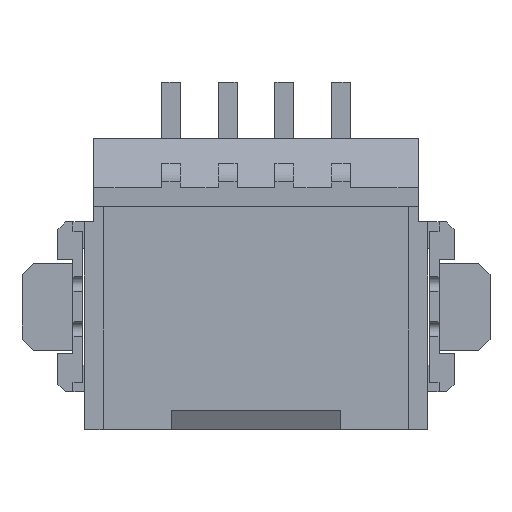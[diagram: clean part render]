
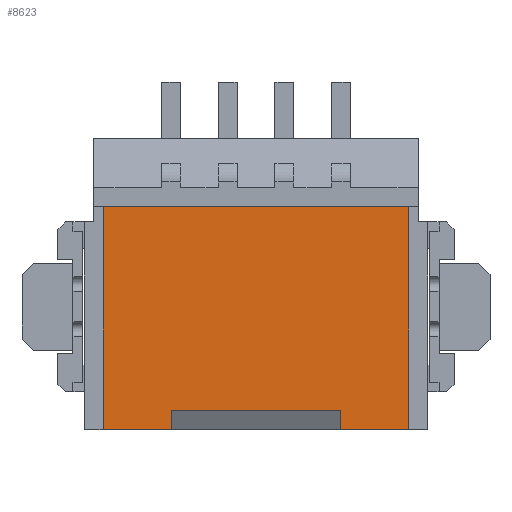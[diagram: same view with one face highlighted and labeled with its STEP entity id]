
A CAD part, top view. The second image highlights one B-rep face of the part: STEP entity #8623.
In plain terms, the highlighted planar face has unit normal (0, 0, 1).
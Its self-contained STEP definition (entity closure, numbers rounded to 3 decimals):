
#32 = PLANE('',#33);
#33 = AXIS2_PLACEMENT_3D('',#34,#35,#36);
#34 = CARTESIAN_POINT('',(0.,-3.25,2.5));
#35 = DIRECTION('',(0.,-1.,0.));
#36 = DIRECTION('',(1.,0.,0.));
#281 = VERTEX_POINT('',#282);
#282 = CARTESIAN_POINT('',(-4.05,-3.25,4.95));
#296 = PLANE('',#297);
#297 = AXIS2_PLACEMENT_3D('',#298,#299,#300);
#298 = CARTESIAN_POINT('',(-4.05,-3.25,3.05));
#299 = DIRECTION('',(1.,0.,0.));
#300 = DIRECTION('',(0.,0.,1.));
#308 = EDGE_CURVE('',#309,#281,#311,.T.);
#309 = VERTEX_POINT('',#310);
#310 = CARTESIAN_POINT('',(-2.25,-3.25,4.95));
#311 = SURFACE_CURVE('',#312,(#316,#323),.PCURVE_S1.);
#312 = LINE('',#313,#314);
#313 = CARTESIAN_POINT('',(-2.25,-3.25,4.95));
#314 = VECTOR('',#315,1.);
#315 = DIRECTION('',(-1.,0.,0.));
#316 = PCURVE('',#32,#317);
#317 = DEFINITIONAL_REPRESENTATION('',(#318),#322);
#318 = LINE('',#319,#320);
#319 = CARTESIAN_POINT('',(-2.25,2.45));
#320 = VECTOR('',#321,1.);
#321 = DIRECTION('',(-1.,0.));
#322 = ( GEOMETRIC_REPRESENTATION_CONTEXT(2) 
PARAMETRIC_REPRESENTATION_CONTEXT() REPRESENTATION_CONTEXT('2D SPACE',''
  ) );
#323 = PCURVE('',#324,#329);
#324 = PLANE('',#325);
#325 = AXIS2_PLACEMENT_3D('',#326,#327,#328);
#326 = CARTESIAN_POINT('',(4.55,-3.25,4.95));
#327 = DIRECTION('',(0.,0.,1.));
#328 = DIRECTION('',(-1.,0.,0.));
#329 = DEFINITIONAL_REPRESENTATION('',(#330),#334);
#330 = LINE('',#331,#332);
#331 = CARTESIAN_POINT('',(6.8,0.));
#332 = VECTOR('',#333,1.);
#333 = DIRECTION('',(1.,0.));
#334 = ( GEOMETRIC_REPRESENTATION_CONTEXT(2) 
PARAMETRIC_REPRESENTATION_CONTEXT() REPRESENTATION_CONTEXT('2D SPACE',''
  ) );
#352 = PLANE('',#353);
#353 = AXIS2_PLACEMENT_3D('',#354,#355,#356);
#354 = CARTESIAN_POINT('',(-2.25,-3.25,4.95));
#355 = DIRECTION('',(-1.,0.,0.));
#356 = DIRECTION('',(0.,0.,-1.));
#393 = VERTEX_POINT('',#394);
#394 = CARTESIAN_POINT('',(2.25,-3.25,4.95));
#408 = PLANE('',#409);
#409 = AXIS2_PLACEMENT_3D('',#410,#411,#412);
#410 = CARTESIAN_POINT('',(2.25,-3.25,4.45));
#411 = DIRECTION('',(1.,0.,0.));
#412 = DIRECTION('',(0.,0.,1.));
#420 = EDGE_CURVE('',#421,#393,#423,.T.);
#421 = VERTEX_POINT('',#422);
#422 = CARTESIAN_POINT('',(4.05,-3.25,4.95));
#423 = SURFACE_CURVE('',#424,(#428,#435),.PCURVE_S1.);
#424 = LINE('',#425,#426);
#425 = CARTESIAN_POINT('',(4.05,-3.25,4.95));
#426 = VECTOR('',#427,1.);
#427 = DIRECTION('',(-1.,0.,0.));
#428 = PCURVE('',#32,#429);
#429 = DEFINITIONAL_REPRESENTATION('',(#430),#434);
#430 = LINE('',#431,#432);
#431 = CARTESIAN_POINT('',(4.05,2.45));
#432 = VECTOR('',#433,1.);
#433 = DIRECTION('',(-1.,0.));
#434 = ( GEOMETRIC_REPRESENTATION_CONTEXT(2) 
PARAMETRIC_REPRESENTATION_CONTEXT() REPRESENTATION_CONTEXT('2D SPACE',''
  ) );
#435 = PCURVE('',#324,#436);
#436 = DEFINITIONAL_REPRESENTATION('',(#437),#441);
#437 = LINE('',#438,#439);
#438 = CARTESIAN_POINT('',(0.5,0.));
#439 = VECTOR('',#440,1.);
#440 = DIRECTION('',(1.,0.));
#441 = ( GEOMETRIC_REPRESENTATION_CONTEXT(2) 
PARAMETRIC_REPRESENTATION_CONTEXT() REPRESENTATION_CONTEXT('2D SPACE',''
  ) );
#459 = PLANE('',#460);
#460 = AXIS2_PLACEMENT_3D('',#461,#462,#463);
#461 = CARTESIAN_POINT('',(4.05,-3.25,4.95));
#462 = DIRECTION('',(-1.,0.,0.));
#463 = DIRECTION('',(0.,0.,-1.));
#1370 = PLANE('',#1371);
#1371 = AXIS2_PLACEMENT_3D('',#1372,#1373,#1374);
#1372 = CARTESIAN_POINT('',(0.,2.65,2.5));
#1373 = DIRECTION('',(0.,-1.,0.));
#1374 = DIRECTION('',(1.,0.,0.));
#8579 = EDGE_CURVE('',#8580,#421,#8582,.T.);
#8580 = VERTEX_POINT('',#8581);
#8581 = CARTESIAN_POINT('',(4.05,2.65,4.95));
#8582 = SURFACE_CURVE('',#8583,(#8587,#8594),.PCURVE_S1.);
#8583 = LINE('',#8584,#8585);
#8584 = CARTESIAN_POINT('',(4.05,2.65,4.95));
#8585 = VECTOR('',#8586,1.);
#8586 = DIRECTION('',(0.,-1.,0.));
#8587 = PCURVE('',#459,#8588);
#8588 = DEFINITIONAL_REPRESENTATION('',(#8589),#8593);
#8589 = LINE('',#8590,#8591);
#8590 = CARTESIAN_POINT('',(0.,-5.9));
#8591 = VECTOR('',#8592,1.);
#8592 = DIRECTION('',(0.,1.));
#8593 = ( GEOMETRIC_REPRESENTATION_CONTEXT(2) 
PARAMETRIC_REPRESENTATION_CONTEXT() REPRESENTATION_CONTEXT('2D SPACE',''
  ) );
#8594 = PCURVE('',#324,#8595);
#8595 = DEFINITIONAL_REPRESENTATION('',(#8596),#8600);
#8596 = LINE('',#8597,#8598);
#8597 = CARTESIAN_POINT('',(0.5,-5.9));
#8598 = VECTOR('',#8599,1.);
#8599 = DIRECTION('',(0.,1.));
#8600 = ( GEOMETRIC_REPRESENTATION_CONTEXT(2) 
PARAMETRIC_REPRESENTATION_CONTEXT() REPRESENTATION_CONTEXT('2D SPACE',''
  ) );
#8623 = ADVANCED_FACE('',(#8624),#324,.T.);
#8624 = FACE_BOUND('',#8625,.F.);
#8625 = EDGE_LOOP('',(#8626,#8656,#8677,#8678,#8701,#8722,#8723,#8724));
#8626 = ORIENTED_EDGE('',*,*,#8627,.F.);
#8627 = EDGE_CURVE('',#8628,#8630,#8632,.T.);
#8628 = VERTEX_POINT('',#8629);
#8629 = CARTESIAN_POINT('',(-2.25,-2.75,4.95));
#8630 = VERTEX_POINT('',#8631);
#8631 = CARTESIAN_POINT('',(2.25,-2.75,4.95));
#8632 = SURFACE_CURVE('',#8633,(#8637,#8644),.PCURVE_S1.);
#8633 = LINE('',#8634,#8635);
#8634 = CARTESIAN_POINT('',(-2.25,-2.75,4.95));
#8635 = VECTOR('',#8636,1.);
#8636 = DIRECTION('',(1.,0.,0.));
#8637 = PCURVE('',#324,#8638);
#8638 = DEFINITIONAL_REPRESENTATION('',(#8639),#8643);
#8639 = LINE('',#8640,#8641);
#8640 = CARTESIAN_POINT('',(6.8,-0.5));
#8641 = VECTOR('',#8642,1.);
#8642 = DIRECTION('',(-1.,0.));
#8643 = ( GEOMETRIC_REPRESENTATION_CONTEXT(2) 
PARAMETRIC_REPRESENTATION_CONTEXT() REPRESENTATION_CONTEXT('2D SPACE',''
  ) );
#8644 = PCURVE('',#8645,#8650);
#8645 = PLANE('',#8646);
#8646 = AXIS2_PLACEMENT_3D('',#8647,#8648,#8649);
#8647 = CARTESIAN_POINT('',(0.,-2.75,2.5));
#8648 = DIRECTION('',(0.,-1.,0.));
#8649 = DIRECTION('',(1.,0.,0.));
#8650 = DEFINITIONAL_REPRESENTATION('',(#8651),#8655);
#8651 = LINE('',#8652,#8653);
#8652 = CARTESIAN_POINT('',(-2.25,2.45));
#8653 = VECTOR('',#8654,1.);
#8654 = DIRECTION('',(1.,0.));
#8655 = ( GEOMETRIC_REPRESENTATION_CONTEXT(2) 
PARAMETRIC_REPRESENTATION_CONTEXT() REPRESENTATION_CONTEXT('2D SPACE',''
  ) );
#8656 = ORIENTED_EDGE('',*,*,#8657,.F.);
#8657 = EDGE_CURVE('',#309,#8628,#8658,.T.);
#8658 = SURFACE_CURVE('',#8659,(#8663,#8670),.PCURVE_S1.);
#8659 = LINE('',#8660,#8661);
#8660 = CARTESIAN_POINT('',(-2.25,-3.25,4.95));
#8661 = VECTOR('',#8662,1.);
#8662 = DIRECTION('',(0.,1.,0.));
#8663 = PCURVE('',#324,#8664);
#8664 = DEFINITIONAL_REPRESENTATION('',(#8665),#8669);
#8665 = LINE('',#8666,#8667);
#8666 = CARTESIAN_POINT('',(6.8,0.));
#8667 = VECTOR('',#8668,1.);
#8668 = DIRECTION('',(0.,-1.));
#8669 = ( GEOMETRIC_REPRESENTATION_CONTEXT(2) 
PARAMETRIC_REPRESENTATION_CONTEXT() REPRESENTATION_CONTEXT('2D SPACE',''
  ) );
#8670 = PCURVE('',#352,#8671);
#8671 = DEFINITIONAL_REPRESENTATION('',(#8672),#8676);
#8672 = LINE('',#8673,#8674);
#8673 = CARTESIAN_POINT('',(0.,0.));
#8674 = VECTOR('',#8675,1.);
#8675 = DIRECTION('',(0.,-1.));
#8676 = ( GEOMETRIC_REPRESENTATION_CONTEXT(2) 
PARAMETRIC_REPRESENTATION_CONTEXT() REPRESENTATION_CONTEXT('2D SPACE',''
  ) );
#8677 = ORIENTED_EDGE('',*,*,#308,.T.);
#8678 = ORIENTED_EDGE('',*,*,#8679,.F.);
#8679 = EDGE_CURVE('',#8680,#281,#8682,.T.);
#8680 = VERTEX_POINT('',#8681);
#8681 = CARTESIAN_POINT('',(-4.05,2.65,4.95));
#8682 = SURFACE_CURVE('',#8683,(#8687,#8694),.PCURVE_S1.);
#8683 = LINE('',#8684,#8685);
#8684 = CARTESIAN_POINT('',(-4.05,2.65,4.95));
#8685 = VECTOR('',#8686,1.);
#8686 = DIRECTION('',(0.,-1.,0.));
#8687 = PCURVE('',#324,#8688);
#8688 = DEFINITIONAL_REPRESENTATION('',(#8689),#8693);
#8689 = LINE('',#8690,#8691);
#8690 = CARTESIAN_POINT('',(8.6,-5.9));
#8691 = VECTOR('',#8692,1.);
#8692 = DIRECTION('',(0.,1.));
#8693 = ( GEOMETRIC_REPRESENTATION_CONTEXT(2) 
PARAMETRIC_REPRESENTATION_CONTEXT() REPRESENTATION_CONTEXT('2D SPACE',''
  ) );
#8694 = PCURVE('',#296,#8695);
#8695 = DEFINITIONAL_REPRESENTATION('',(#8696),#8700);
#8696 = LINE('',#8697,#8698);
#8697 = CARTESIAN_POINT('',(1.9,-5.9));
#8698 = VECTOR('',#8699,1.);
#8699 = DIRECTION('',(0.,1.));
#8700 = ( GEOMETRIC_REPRESENTATION_CONTEXT(2) 
PARAMETRIC_REPRESENTATION_CONTEXT() REPRESENTATION_CONTEXT('2D SPACE',''
  ) );
#8701 = ORIENTED_EDGE('',*,*,#8702,.F.);
#8702 = EDGE_CURVE('',#8580,#8680,#8703,.T.);
#8703 = SURFACE_CURVE('',#8704,(#8708,#8715),.PCURVE_S1.);
#8704 = LINE('',#8705,#8706);
#8705 = CARTESIAN_POINT('',(4.05,2.65,4.95));
#8706 = VECTOR('',#8707,1.);
#8707 = DIRECTION('',(-1.,0.,0.));
#8708 = PCURVE('',#324,#8709);
#8709 = DEFINITIONAL_REPRESENTATION('',(#8710),#8714);
#8710 = LINE('',#8711,#8712);
#8711 = CARTESIAN_POINT('',(0.5,-5.9));
#8712 = VECTOR('',#8713,1.);
#8713 = DIRECTION('',(1.,0.));
#8714 = ( GEOMETRIC_REPRESENTATION_CONTEXT(2) 
PARAMETRIC_REPRESENTATION_CONTEXT() REPRESENTATION_CONTEXT('2D SPACE',''
  ) );
#8715 = PCURVE('',#1370,#8716);
#8716 = DEFINITIONAL_REPRESENTATION('',(#8717),#8721);
#8717 = LINE('',#8718,#8719);
#8718 = CARTESIAN_POINT('',(4.05,2.45));
#8719 = VECTOR('',#8720,1.);
#8720 = DIRECTION('',(-1.,0.));
#8721 = ( GEOMETRIC_REPRESENTATION_CONTEXT(2) 
PARAMETRIC_REPRESENTATION_CONTEXT() REPRESENTATION_CONTEXT('2D SPACE',''
  ) );
#8722 = ORIENTED_EDGE('',*,*,#8579,.T.);
#8723 = ORIENTED_EDGE('',*,*,#420,.T.);
#8724 = ORIENTED_EDGE('',*,*,#8725,.T.);
#8725 = EDGE_CURVE('',#393,#8630,#8726,.T.);
#8726 = SURFACE_CURVE('',#8727,(#8731,#8738),.PCURVE_S1.);
#8727 = LINE('',#8728,#8729);
#8728 = CARTESIAN_POINT('',(2.25,-3.25,4.95));
#8729 = VECTOR('',#8730,1.);
#8730 = DIRECTION('',(0.,1.,0.));
#8731 = PCURVE('',#324,#8732);
#8732 = DEFINITIONAL_REPRESENTATION('',(#8733),#8737);
#8733 = LINE('',#8734,#8735);
#8734 = CARTESIAN_POINT('',(2.3,0.));
#8735 = VECTOR('',#8736,1.);
#8736 = DIRECTION('',(0.,-1.));
#8737 = ( GEOMETRIC_REPRESENTATION_CONTEXT(2) 
PARAMETRIC_REPRESENTATION_CONTEXT() REPRESENTATION_CONTEXT('2D SPACE',''
  ) );
#8738 = PCURVE('',#408,#8739);
#8739 = DEFINITIONAL_REPRESENTATION('',(#8740),#8744);
#8740 = LINE('',#8741,#8742);
#8741 = CARTESIAN_POINT('',(0.5,0.));
#8742 = VECTOR('',#8743,1.);
#8743 = DIRECTION('',(0.,-1.));
#8744 = ( GEOMETRIC_REPRESENTATION_CONTEXT(2) 
PARAMETRIC_REPRESENTATION_CONTEXT() REPRESENTATION_CONTEXT('2D SPACE',''
  ) );
